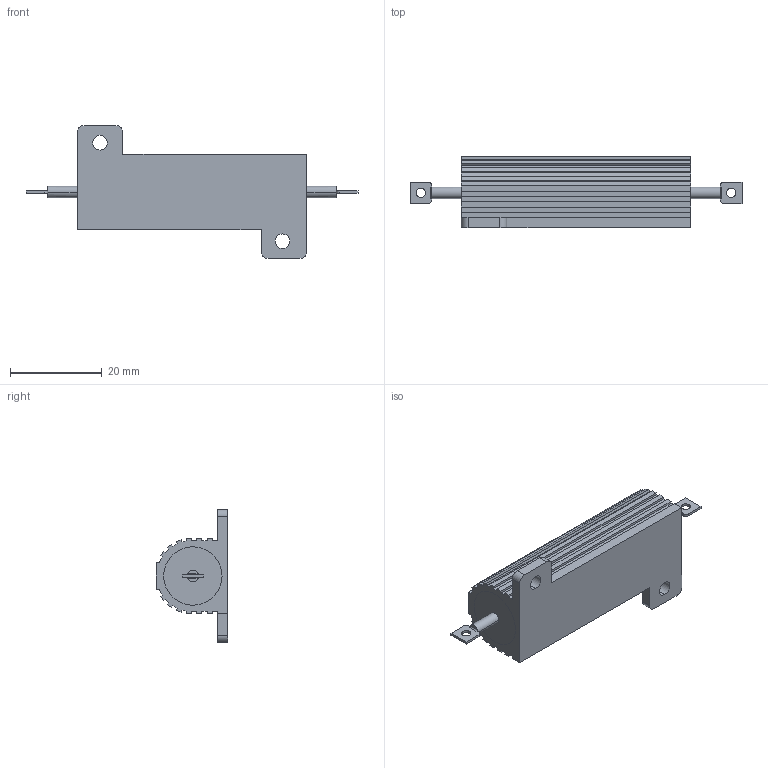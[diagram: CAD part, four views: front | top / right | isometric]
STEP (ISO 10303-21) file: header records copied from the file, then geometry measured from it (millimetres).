
FILE_DESCRIPTION (( 'STEP AP214' ), '1' );
FILE_NAME ('UAL-50.STEP', '2015-01-19T22:18:04', ( '' ), ( '' ), 'SwSTEP 2.0', 'SolidWorks 2015', '' );
FILE_SCHEMA (( 'AUTOMOTIVE_DESIGN' ));
Length unit declared in the file: inch
Products named in the file (3): UAL-50; UAL-50 Molded Part; UAL-50 Housing
Assembly tree (2 placements, depth 2):
  UAL-50
    UAL-50 Molded Part
    UAL-50 Housing
Bounding box: 72.24 x 15.62 x 28.96 mm (x, y, z)
Volume: 11480.9 mm3; surface area: 8491.9 mm2
Topology: 2 solids, 2 shells, 112 faces, 318 edges, 212 vertices
Faces by surface type: plane 76, cylinder 36
Entity records: 4244 total; most frequent: CARTESIAN_POINT 687, ORIENTED_EDGE 636, DIRECTION 616, EDGE_CURVE 318, LINE 238, VECTOR 238, VERTEX_POINT 212, AXIS2_PLACEMENT_3D 189
